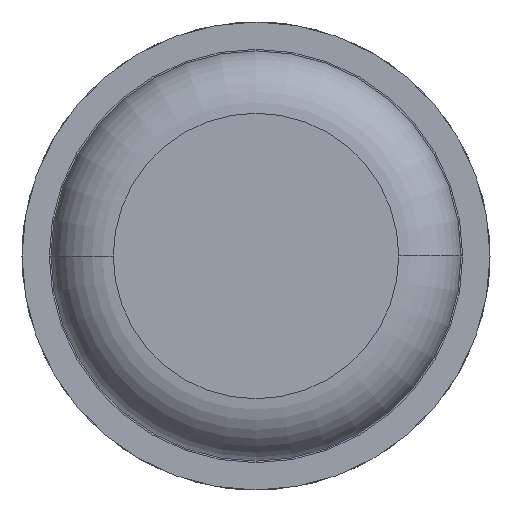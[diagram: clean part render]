
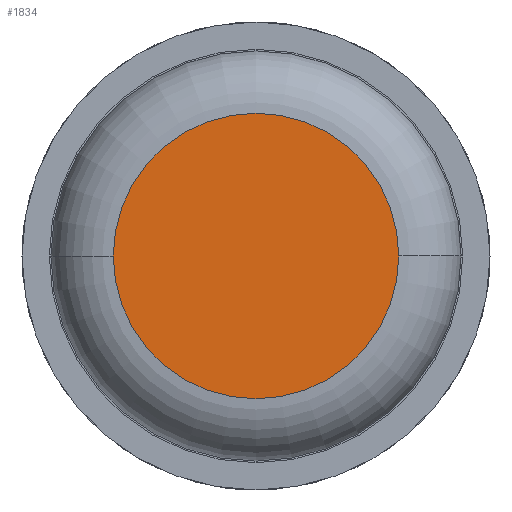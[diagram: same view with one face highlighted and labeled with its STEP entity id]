
A CAD part, front view. The second image highlights one B-rep face of the part: STEP entity #1834.
In plain terms, the highlighted planar face has unit normal (0, -1, 0).
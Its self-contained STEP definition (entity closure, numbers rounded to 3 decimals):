
#49 = DIRECTION ( 'NONE',  ( -1., 0., 0. ) ) ;
#244 = AXIS2_PLACEMENT_3D ( 'NONE', #3667, #3084, #49 ) ;
#255 = DIRECTION ( 'NONE',  ( 0., -1., 0. ) ) ;
#556 = DIRECTION ( 'NONE',  ( 0., 1., 0. ) ) ;
#566 = CARTESIAN_POINT ( 'NONE',  ( 0.915, 0., 0. ) ) ;
#1166 = CARTESIAN_POINT ( 'NONE',  ( 0., 0., 0. ) ) ;
#1265 = AXIS2_PLACEMENT_3D ( 'NONE', #1773, #556, #2658 ) ;
#1363 = CIRCLE ( 'NONE', #244, 0.915 ) ;
#1531 = CARTESIAN_POINT ( 'NONE',  ( -0.915, 0., 0. ) ) ;
#1661 = ORIENTED_EDGE ( 'NONE', *, *, #1721, .T. ) ;
#1668 = AXIS2_PLACEMENT_3D ( 'NONE', #1166, #255, #2325 ) ;
#1721 = EDGE_CURVE ( 'Defeature ausgef�hrt1_6+Defeature ausgef�hrt1_7+Defeature ausgef�hrt1_7+Defeature ausgef�hrt1_7', #2011, #2814, #3521, .T. ) ;
#1773 = CARTESIAN_POINT ( 'NONE',  ( 0., 0., 0. ) ) ;
#1821 = EDGE_LOOP ( 'NONE', ( #3645, #1661 ) ) ;
#1834 = ADVANCED_FACE ( 'Defeature ausgef�hrt1_6', ( #1889 ), #3570, .F. ) ;
#1889 = FACE_OUTER_BOUND ( 'NONE', #1821, .T. ) ;
#2011 = VERTEX_POINT ( 'NONE', #566 ) ;
#2325 = DIRECTION ( 'NONE',  ( -1., 0., 0. ) ) ;
#2658 = DIRECTION ( 'NONE',  ( -1., 0., 0. ) ) ;
#2814 = VERTEX_POINT ( 'NONE', #1531 ) ;
#3084 = DIRECTION ( 'NONE',  ( 0., -1., 0. ) ) ;
#3521 = CIRCLE ( 'NONE', #1668, 0.915 ) ;
#3570 = PLANE ( 'NONE',  #1265 ) ;
#3645 = ORIENTED_EDGE ( 'NONE', *, *, #3855, .T. ) ;
#3667 = CARTESIAN_POINT ( 'NONE',  ( 0., 0., 0. ) ) ;
#3855 = EDGE_CURVE ( 'Defeature ausgef�hrt1_6+Defeature ausgef�hrt1_7+Defeature ausgef�hrt1_7+Defeature ausgef�hrt1_7', #2814, #2011, #1363, .T. ) ;
